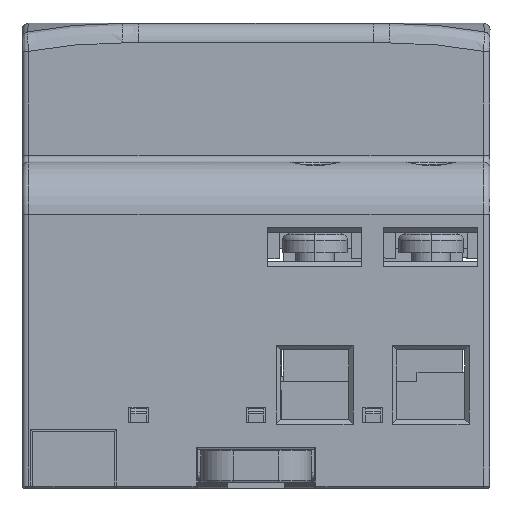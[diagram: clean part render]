
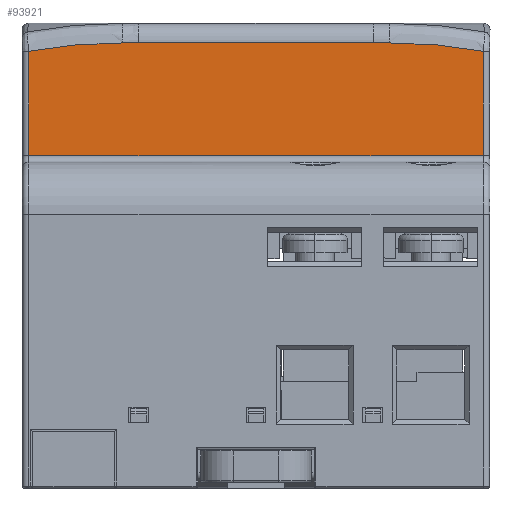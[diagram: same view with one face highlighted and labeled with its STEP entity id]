
A CAD part, left-side view. The second image highlights one B-rep face of the part: STEP entity #93921.
In plain terms, the highlighted planar face has unit normal (-1, 0, 0).
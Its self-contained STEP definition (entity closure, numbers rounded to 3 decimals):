
#63695=DIRECTION('',(0.,0.,1.));
#63696=VECTOR('',#63695,6.994);
#63697=CARTESIAN_POINT('',(-22.5,-70.9,60.));
#63698=LINE('',#63697,#63696);
#63702=CARTESIAN_POINT('',(-22.5,-1.1,
66.994));
#63703=CARTESIAN_POINT('',(-22.5,-1.567,
67.082));
#63704=CARTESIAN_POINT('',(-22.5,-2.706,
67.285));
#63705=CARTESIAN_POINT('',(-22.5,-4.503,
67.559));
#63706=CARTESIAN_POINT('',(-22.5,-6.471,
67.804));
#63707=CARTESIAN_POINT('',(-22.5,-8.386,
67.993));
#63708=CARTESIAN_POINT('',(-22.5,-10.247,
68.132));
#63709=CARTESIAN_POINT('',(-22.5,-12.051,
68.225));
#63710=CARTESIAN_POINT('',(-22.5,-13.8,
68.276));
#63711=CARTESIAN_POINT('',(-22.5,-14.947,
68.286));
#63712=CARTESIAN_POINT('',(-22.5,-15.511,
68.285));
#63717=DIRECTION('',(0.,-1.,0.001));
#63718=VECTOR('',#63717,2.489);
#63719=CARTESIAN_POINT('',(-22.5,-54.,
68.283));
#63720=LINE('',#63719,#63718);
#63724=DIRECTION('',(0.,0.,-1.));
#63725=VECTOR('',#63724,9.);
#63726=CARTESIAN_POINT('',(-22.5,-70.9,60.));
#63727=LINE('',#63726,#63725);
#63731=DIRECTION('',(0.,1.,0.));
#63732=VECTOR('',#63731,35.9);
#63733=CARTESIAN_POINT('',(-22.5,-70.9,51.));
#63734=LINE('',#63733,#63732);
#63738=DIRECTION('',(0.,1.,0.));
#63739=VECTOR('',#63738,33.9);
#63740=CARTESIAN_POINT('',(-22.5,-35.,51.));
#63741=LINE('',#63740,#63739);
#63767=DIRECTION('',(0.,0.,-1.));
#63768=VECTOR('',#63767,6.994);
#63769=CARTESIAN_POINT('',(-22.5,-1.1,
66.994));
#63770=LINE('',#63769,#63768);
#63774=DIRECTION('',(0.,0.,-1.));
#63775=VECTOR('',#63774,9.);
#63776=CARTESIAN_POINT('',(-22.5,-1.1,60.));
#63777=LINE('',#63776,#63775);
#64192=CARTESIAN_POINT('',(-22.5,-70.9,
66.994));
#64193=CARTESIAN_POINT('',(-22.5,-70.539,
67.063));
#64194=CARTESIAN_POINT('',(-22.5,-69.806,
67.195));
#64195=CARTESIAN_POINT('',(-22.5,-68.676,
67.38));
#64196=CARTESIAN_POINT('',(-22.5,-67.51,
67.553));
#64197=CARTESIAN_POINT('',(-22.5,-66.268,
67.715));
#64198=CARTESIAN_POINT('',(-22.5,-65.062,
67.853));
#64199=CARTESIAN_POINT('',(-22.5,-63.787,
67.977));
#64200=CARTESIAN_POINT('',(-22.5,-62.466,
68.083));
#64201=CARTESIAN_POINT('',(-22.5,-61.093,
68.169));
#64202=CARTESIAN_POINT('',(-22.5,-59.682,
68.234));
#64203=CARTESIAN_POINT('',(-22.5,-58.151,
68.276));
#64204=CARTESIAN_POINT('',(-22.5,-57.056,
68.285));
#64205=CARTESIAN_POINT('',(-22.5,-56.489,
68.284));
#64294=DIRECTION('',(0.,1.,0.));
#64295=VECTOR('',#64294,35.95);
#64296=CARTESIAN_POINT('',(-22.5,-53.95,68.282));
#64297=LINE('',#64296,#64295);
#64301=DIRECTION('',(0.001,1.,-0.005));
#64302=VECTOR('',#64301,0.05);
#64303=CARTESIAN_POINT('',(-22.5,-54.,
68.283));
#64304=LINE('',#64303,#64302);
#64316=CARTESIAN_POINT('',(-22.5,-18.,
68.282));
#64317=CARTESIAN_POINT('',(-22.5,-17.73,
68.283));
#64318=CARTESIAN_POINT('',(-22.5,-17.185,
68.283));
#64319=CARTESIAN_POINT('',(-22.5,-16.355,
68.283));
#64320=CARTESIAN_POINT('',(-22.5,-15.794,
68.284));
#64321=CARTESIAN_POINT('',(-22.5,-15.511,
68.285));
#89935=CARTESIAN_POINT('',(-22.5,-70.9,51.));
#89936=VERTEX_POINT('',#89935);
#90465=CARTESIAN_POINT('',(-22.5,-1.1,51.));
#90466=VERTEX_POINT('',#90465);
#90726=CARTESIAN_POINT('',(-22.5,-35.,51.));
#90727=VERTEX_POINT('',#90726);
#90790=VERTEX_POINT('',#63702);
#90791=VERTEX_POINT('',#63712);
#90792=CARTESIAN_POINT('',(-22.5,-53.95,68.282));
#90793=CARTESIAN_POINT('',(-22.5,-18.,
68.282));
#90794=VERTEX_POINT('',#90792);
#90795=VERTEX_POINT('',#90793);
#90797=CARTESIAN_POINT('',(-22.5,-70.9,66.994));
#90799=VERTEX_POINT('',#90797);
#90809=VERTEX_POINT('',#64205);
#90810=CARTESIAN_POINT('',(-22.5,-54.,
68.283));
#90812=VERTEX_POINT('',#90810);
#90995=CARTESIAN_POINT('',(-22.5,-70.9,60.));
#90996=VERTEX_POINT('',#90995);
#91011=CARTESIAN_POINT('',(-22.5,-1.1,60.));
#91012=VERTEX_POINT('',#91011);
#93892=CARTESIAN_POINT('',(-22.5,-71.9,50.));
#93893=DIRECTION('',(-1.,0.,0.));
#93894=DIRECTION('',(0.,0.,1.));
#93895=AXIS2_PLACEMENT_3D('',#93892,#93893,#93894);
#93896=PLANE('',#93895);
#93898=ORIENTED_EDGE('',*,*,#93897,.F.);
#93900=ORIENTED_EDGE('',*,*,#93899,.F.);
#93902=ORIENTED_EDGE('',*,*,#93901,.T.);
#93904=ORIENTED_EDGE('',*,*,#93903,.F.);
#93906=ORIENTED_EDGE('',*,*,#93905,.F.);
#93908=ORIENTED_EDGE('',*,*,#93907,.F.);
#93910=ORIENTED_EDGE('',*,*,#93909,.T.);
#93912=ORIENTED_EDGE('',*,*,#93911,.F.);
#93913=ORIENTED_EDGE('',*,*,#93881,.F.);
#93914=ORIENTED_EDGE('',*,*,#93879,.T.);
#93916=ORIENTED_EDGE('',*,*,#93915,.T.);
#93918=ORIENTED_EDGE('',*,*,#93917,.T.);
#93919=EDGE_LOOP('',(#93898,#93900,#93902,#93904,#93906,#93908,#93910,#93912,
#93913,#93914,#93916,#93918));
#93920=FACE_OUTER_BOUND('',#93919,.F.);
#63713=B_SPLINE_CURVE_WITH_KNOTS('',3,(#63702,#63703,#63704,#63705,#63706,
#63707,#63708,#63709,#63710,#63711,#63712),.UNSPECIFIED.,.F.,.F.,(4,1,1,1,1,1,1,
1,4),(0.,0.099,0.24,0.377,
0.51,0.638,0.763,0.883,1.),
.UNSPECIFIED.);
#64206=B_SPLINE_CURVE_WITH_KNOTS('',3,(#64192,#64193,#64194,#64195,#64196,
#64197,#64198,#64199,#64200,#64201,#64202,#64203,#64204,#64205),.UNSPECIFIED.,
.F.,.F.,(4,1,1,1,1,1,1,1,1,1,1,4),(0.,0.091,0.182,
0.273,0.364,0.455,0.545,
0.636,0.727,0.818,0.909,1.),
.UNSPECIFIED.);
#64322=B_SPLINE_CURVE_WITH_KNOTS('',3,(#64316,#64317,#64318,#64319,#64320,
#64321),.UNSPECIFIED.,.F.,.F.,(4,1,1,4),(0.,0.333,
0.667,1.),.UNSPECIFIED.);
#93879=EDGE_CURVE('',#90996,#89936,#63727,.T.);
#93881=EDGE_CURVE('',#90996,#90799,#63698,.T.);
#93897=EDGE_CURVE('',#91012,#90466,#63777,.T.);
#93899=EDGE_CURVE('',#90790,#91012,#63770,.T.);
#93901=EDGE_CURVE('',#90790,#90791,#63713,.T.);
#93903=EDGE_CURVE('',#90795,#90791,#64322,.T.);
#93905=EDGE_CURVE('',#90794,#90795,#64297,.T.);
#93907=EDGE_CURVE('',#90812,#90794,#64304,.T.);
#93909=EDGE_CURVE('',#90812,#90809,#63720,.T.);
#93911=EDGE_CURVE('',#90799,#90809,#64206,.T.);
#93915=EDGE_CURVE('',#89936,#90727,#63734,.T.);
#93917=EDGE_CURVE('',#90727,#90466,#63741,.T.);
#93921=ADVANCED_FACE('',(#93920),#93896,.T.);
